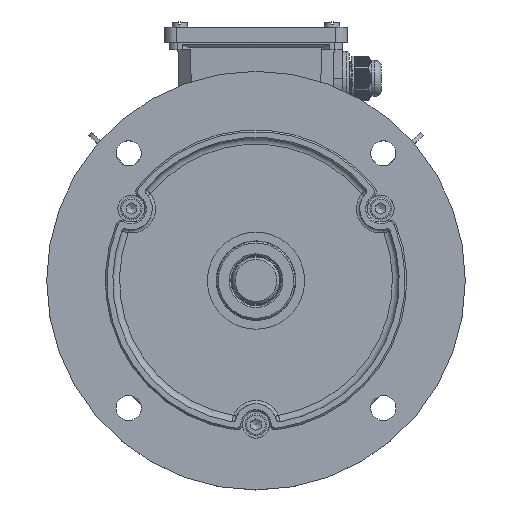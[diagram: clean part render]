
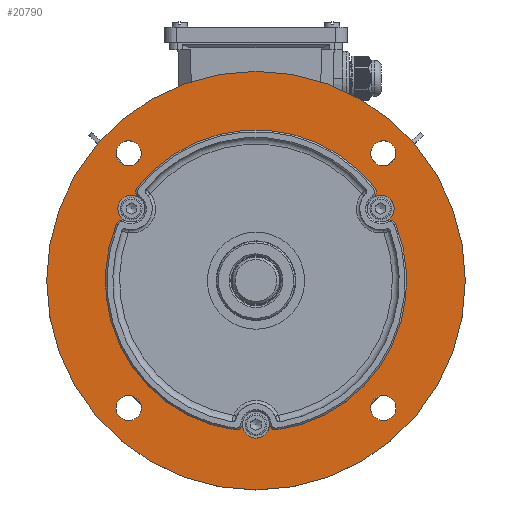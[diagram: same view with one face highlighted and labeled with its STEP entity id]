
A CAD part, top view. The second image highlights one B-rep face of the part: STEP entity #20790.
In plain terms, the highlighted planar face has unit normal (0, 0, 1).
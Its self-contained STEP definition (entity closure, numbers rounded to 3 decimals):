
#6483=PLANE('',#79202);
#20790=ADVANCED_FACE('',(#26857,#26858,#26859,#26860,#26861,#26862),#6483,
 .F.);
#26857=FACE_BOUND('',#29798,.T.);
#26858=FACE_BOUND('',#29799,.T.);
#26859=FACE_BOUND('',#29800,.T.);
#26860=FACE_BOUND('',#29801,.T.);
#26861=FACE_BOUND('',#29802,.T.);
#26862=FACE_BOUND('',#29803,.T.);
#29798=EDGE_LOOP('',(#42698));
#29799=EDGE_LOOP('',(#42699));
#29800=EDGE_LOOP('',(#42700,#42701,#42702,#42703,#42704,#42705,#42706,#42707,
#42708,#42709,#42710,#42711));
#29801=EDGE_LOOP('',(#42712));
#29802=EDGE_LOOP('',(#42713));
#29803=EDGE_LOOP('',(#42714));
#42698=ORIENTED_EDGE('',*,*,#66957,.F.);
#42699=ORIENTED_EDGE('',*,*,#66959,.F.);
#42700=ORIENTED_EDGE('',*,*,#66960,.F.);
#42701=ORIENTED_EDGE('',*,*,#66961,.T.);
#42702=ORIENTED_EDGE('',*,*,#66962,.F.);
#42703=ORIENTED_EDGE('',*,*,#66963,.T.);
#42704=ORIENTED_EDGE('',*,*,#66964,.F.);
#42705=ORIENTED_EDGE('',*,*,#66965,.T.);
#42706=ORIENTED_EDGE('',*,*,#66966,.F.);
#42707=ORIENTED_EDGE('',*,*,#66967,.T.);
#42708=ORIENTED_EDGE('',*,*,#66968,.F.);
#42709=ORIENTED_EDGE('',*,*,#66969,.T.);
#42710=ORIENTED_EDGE('',*,*,#66970,.F.);
#42711=ORIENTED_EDGE('',*,*,#66971,.T.);
#42712=ORIENTED_EDGE('',*,*,#66972,.T.);
#42713=ORIENTED_EDGE('',*,*,#66973,.F.);
#42714=ORIENTED_EDGE('',*,*,#66974,.T.);
#57983=VERTEX_POINT('',#124756);
#57985=VERTEX_POINT('',#124761);
#57986=VERTEX_POINT('',#124764);
#57987=VERTEX_POINT('',#124765);
#57988=VERTEX_POINT('',#124767);
#57989=VERTEX_POINT('',#124769);
#57990=VERTEX_POINT('',#124771);
#57991=VERTEX_POINT('',#124773);
#57992=VERTEX_POINT('',#124775);
#57993=VERTEX_POINT('',#124777);
#57994=VERTEX_POINT('',#124779);
#57995=VERTEX_POINT('',#124781);
#57996=VERTEX_POINT('',#124783);
#57997=VERTEX_POINT('',#124785);
#57998=VERTEX_POINT('',#124788);
#57999=VERTEX_POINT('',#124790);
#58000=VERTEX_POINT('',#124792);
#66957=EDGE_CURVE('',#57983,#57983,#73962,.T.);
#66959=EDGE_CURVE('',#57985,#57985,#73964,.T.);
#66960=EDGE_CURVE('',#57986,#57987,#73965,.T.);
#66961=EDGE_CURVE('',#57986,#57988,#73966,.T.);
#66962=EDGE_CURVE('',#57989,#57988,#73967,.T.);
#66963=EDGE_CURVE('',#57989,#57990,#73968,.T.);
#66964=EDGE_CURVE('',#57991,#57990,#73969,.T.);
#66965=EDGE_CURVE('',#57991,#57992,#73970,.T.);
#66966=EDGE_CURVE('',#57993,#57992,#73971,.T.);
#66967=EDGE_CURVE('',#57993,#57994,#73972,.T.);
#66968=EDGE_CURVE('',#57995,#57994,#73973,.T.);
#66969=EDGE_CURVE('',#57995,#57996,#73974,.T.);
#66970=EDGE_CURVE('',#57997,#57996,#73975,.T.);
#66971=EDGE_CURVE('',#57997,#57987,#73976,.T.);
#66972=EDGE_CURVE('',#57998,#57998,#73977,.T.);
#66973=EDGE_CURVE('',#57999,#57999,#73978,.T.);
#66974=EDGE_CURVE('',#58000,#58000,#73979,.T.);
#73962=CIRCLE('',#79182,7.5);
#73964=CIRCLE('',#79185,7.5);
#73965=CIRCLE('',#79187,8.);
#73966=CIRCLE('',#79188,4.);
#73967=CIRCLE('',#79189,90.);
#73968=CIRCLE('',#79190,4.);
#73969=CIRCLE('',#79191,8.);
#73970=CIRCLE('',#79192,4.);
#73971=CIRCLE('',#79193,90.);
#73972=CIRCLE('',#79194,4.);
#73973=CIRCLE('',#79195,8.);
#73974=CIRCLE('',#79196,4.);
#73975=CIRCLE('',#79197,90.);
#73976=CIRCLE('',#79198,4.);
#73977=CIRCLE('',#79199,125.);
#73978=CIRCLE('',#79200,7.5);
#73979=CIRCLE('',#79201,7.5);
#79182=AXIS2_PLACEMENT_3D('',#124755,#92439,#92440);
#79185=AXIS2_PLACEMENT_3D('',#124760,#92445,#92446);
#79187=AXIS2_PLACEMENT_3D('',#124763,#92449,#92450);
#79188=AXIS2_PLACEMENT_3D('',#124766,#92451,#92452);
#79189=AXIS2_PLACEMENT_3D('',#124768,#92453,#92454);
#79190=AXIS2_PLACEMENT_3D('',#124770,#92455,#92456);
#79191=AXIS2_PLACEMENT_3D('',#124772,#92457,#92458);
#79192=AXIS2_PLACEMENT_3D('',#124774,#92459,#92460);
#79193=AXIS2_PLACEMENT_3D('',#124776,#92461,#92462);
#79194=AXIS2_PLACEMENT_3D('',#124778,#92463,#92464);
#79195=AXIS2_PLACEMENT_3D('',#124780,#92465,#92466);
#79196=AXIS2_PLACEMENT_3D('',#124782,#92467,#92468);
#79197=AXIS2_PLACEMENT_3D('',#124784,#92469,#92470);
#79198=AXIS2_PLACEMENT_3D('',#124786,#92471,#92472);
#79199=AXIS2_PLACEMENT_3D('',#124787,#92473,#92474);
#79200=AXIS2_PLACEMENT_3D('',#124789,#92475,#92476);
#79201=AXIS2_PLACEMENT_3D('',#124791,#92477,#92478);
#79202=AXIS2_PLACEMENT_3D('',#124793,#92479,#92480);
#92439=DIRECTION('',(0.,0.,1.));
#92440=DIRECTION('',(-1.,0.,0.));
#92445=DIRECTION('',(0.,0.,1.));
#92446=DIRECTION('',(-1.,0.,0.));
#92449=DIRECTION('',(0.,0.,1.));
#92450=DIRECTION('',(-1.,0.,0.));
#92451=DIRECTION('',(0.,0.,-1.));
#92452=DIRECTION('',(-1.,0.,0.));
#92453=DIRECTION('',(0.,0.,1.));
#92454=DIRECTION('',(1.,0.,0.));
#92455=DIRECTION('',(0.,0.,-1.));
#92456=DIRECTION('',(-1.,0.,0.));
#92457=DIRECTION('',(0.,0.,1.));
#92458=DIRECTION('',(-1.,0.,0.));
#92459=DIRECTION('',(0.,0.,-1.));
#92460=DIRECTION('',(-1.,0.,0.));
#92461=DIRECTION('',(0.,0.,1.));
#92462=DIRECTION('',(1.,0.,0.));
#92463=DIRECTION('',(0.,0.,-1.));
#92464=DIRECTION('',(-1.,0.,0.));
#92465=DIRECTION('',(0.,0.,1.));
#92466=DIRECTION('',(-1.,0.,0.));
#92467=DIRECTION('',(0.,0.,-1.));
#92468=DIRECTION('',(-1.,0.,0.));
#92469=DIRECTION('',(0.,0.,1.));
#92470=DIRECTION('',(1.,0.,0.));
#92471=DIRECTION('',(0.,0.,-1.));
#92472=DIRECTION('',(-1.,0.,0.));
#92473=DIRECTION('',(0.,0.,1.));
#92474=DIRECTION('',(1.,0.,0.));
#92475=DIRECTION('',(0.,0.,1.));
#92476=DIRECTION('',(-1.,0.,0.));
#92477=DIRECTION('',(0.,0.,-1.));
#92478=DIRECTION('',(-1.,0.,0.));
#92479=DIRECTION('',(0.,0.,-1.));
#92480=DIRECTION('',(-1.,0.,0.));
#124755=CARTESIAN_POINT('',(76.014,-76.014,237.));
#124756=CARTESIAN_POINT('',(68.514,-76.014,237.));
#124760=CARTESIAN_POINT('',(-76.014,76.014,237.));
#124761=CARTESIAN_POINT('',(-83.514,76.014,237.));
#124763=CARTESIAN_POINT('',(0.,-86.,237.));
#124764=CARTESIAN_POINT('',(-7.981,-85.442,237.));
#124765=CARTESIAN_POINT('',(7.981,-85.442,237.));
#124766=CARTESIAN_POINT('',(-11.971,-85.163,237.));
#124767=CARTESIAN_POINT('',(-12.528,-89.124,237.));
#124768=CARTESIAN_POINT('',(0.,0.,237.));
#124769=CARTESIAN_POINT('',(-83.447,33.713,237.));
#124770=CARTESIAN_POINT('',(-79.739,32.214,237.));
#124771=CARTESIAN_POINT('',(-77.985,35.81,237.));
#124772=CARTESIAN_POINT('',(-74.478,43.,237.));
#124773=CARTESIAN_POINT('',(-70.005,49.632,237.));
#124774=CARTESIAN_POINT('',(-67.768,52.948,237.));
#124775=CARTESIAN_POINT('',(-70.92,55.411,237.));
#124776=CARTESIAN_POINT('',(0.,0.,237.));
#124777=CARTESIAN_POINT('',(70.92,55.411,237.));
#124778=CARTESIAN_POINT('',(67.768,52.948,237.));
#124779=CARTESIAN_POINT('',(70.005,49.632,237.));
#124780=CARTESIAN_POINT('',(74.478,43.,237.));
#124781=CARTESIAN_POINT('',(77.985,35.81,237.));
#124782=CARTESIAN_POINT('',(79.739,32.214,237.));
#124783=CARTESIAN_POINT('',(83.447,33.713,237.));
#124784=CARTESIAN_POINT('',(0.,0.,237.));
#124785=CARTESIAN_POINT('',(12.528,-89.124,237.));
#124786=CARTESIAN_POINT('',(11.971,-85.163,237.));
#124787=CARTESIAN_POINT('',(0.,0.,237.));
#124788=CARTESIAN_POINT('',(125.,0.,237.));
#124789=CARTESIAN_POINT('',(76.014,76.014,237.));
#124790=CARTESIAN_POINT('',(68.514,76.014,237.));
#124791=CARTESIAN_POINT('',(-76.014,-76.014,237.));
#124792=CARTESIAN_POINT('',(-83.514,-76.014,237.));
#124793=CARTESIAN_POINT('',(0.,125.,237.));
